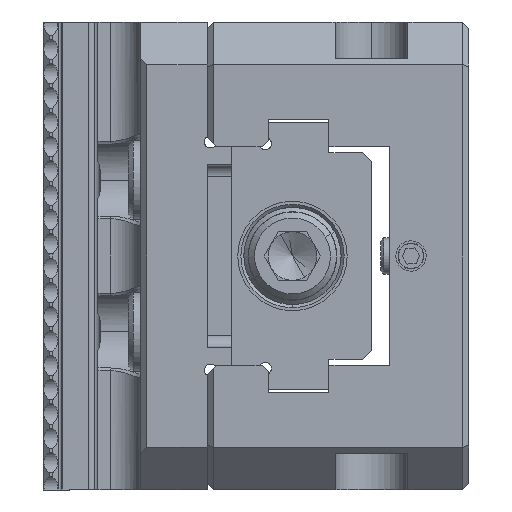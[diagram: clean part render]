
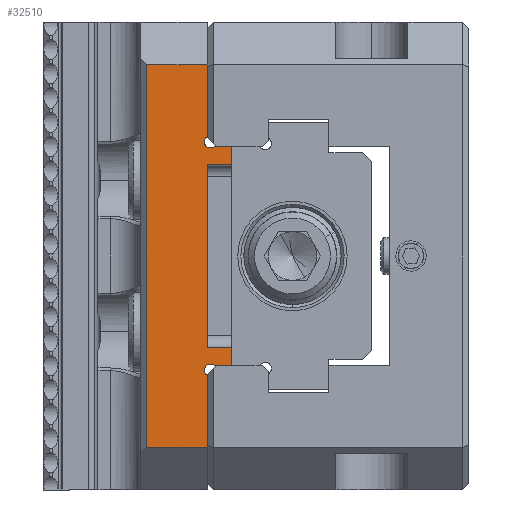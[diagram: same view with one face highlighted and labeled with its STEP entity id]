
A CAD part, left-side view. The second image highlights one B-rep face of the part: STEP entity #32510.
In plain terms, the highlighted planar face has unit normal (-1, 0, 0).
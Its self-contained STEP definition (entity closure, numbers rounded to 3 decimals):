
#663 = AXIS2_PLACEMENT_3D ( 'NONE', #39318, #19929, #47955 ) ;
#1042 = VECTOR ( 'NONE', #39469, 1000. ) ;
#2701 = DIRECTION ( 'NONE',  ( 0., 0., -1. ) ) ;
#3092 = DIRECTION ( 'NONE',  ( 0., 0., -1. ) ) ;
#4532 = DIRECTION ( 'NONE',  ( 0., -1., 0. ) ) ;
#4663 = VECTOR ( 'NONE', #26922, 1000. ) ;
#4743 = EDGE_CURVE ( 'NONE', #29649, #43935, #28224, .T. ) ;
#5097 = EDGE_LOOP ( 'NONE', ( #46542, #26421, #13309, #49002, #13593, #6900, #17038, #19166, #8034, #29646, #5296, #33239, #12122, #6237, #5114 ) ) ;
#5114 = ORIENTED_EDGE ( 'NONE', *, *, #22170, .F. ) ;
#5296 = ORIENTED_EDGE ( 'NONE', *, *, #21584, .T. ) ;
#5689 = CARTESIAN_POINT ( 'NONE',  ( -48.936, 41.877, 18. ) ) ;
#5946 = DIRECTION ( 'NONE',  ( 1., 0., 0. ) ) ;
#6064 = EDGE_CURVE ( 'NONE', #24216, #6731, #49600, .T. ) ;
#6237 = ORIENTED_EDGE ( 'NONE', *, *, #16824, .T. ) ;
#6383 = DIRECTION ( 'NONE',  ( 0., 1., 0. ) ) ;
#6463 = LINE ( 'NONE', #30245, #46408 ) ;
#6714 = CARTESIAN_POINT ( 'NONE',  ( -48.936, 54., 38.5 ) ) ;
#6731 = VERTEX_POINT ( 'NONE', #5689 ) ;
#6900 = ORIENTED_EDGE ( 'NONE', *, *, #17586, .T. ) ;
#7076 = LINE ( 'NONE', #9043, #42642 ) ;
#8034 = ORIENTED_EDGE ( 'NONE', *, *, #24364, .F. ) ;
#8136 = LINE ( 'NONE', #10669, #26481 ) ;
#9043 = CARTESIAN_POINT ( 'NONE',  ( -48.936, 43., 15. ) ) ;
#9171 = VECTOR ( 'NONE', #44755, 1000. ) ;
#9877 = AXIS2_PLACEMENT_3D ( 'NONE', #21462, #5946, #49171 ) ;
#10314 = PLANE ( 'NONE',  #30174 ) ;
#10657 = DIRECTION ( 'NONE',  ( 1., 0., 0. ) ) ;
#10669 = CARTESIAN_POINT ( 'NONE',  ( -48.936, 54., 31.5 ) ) ;
#10708 = VERTEX_POINT ( 'NONE', #23183 ) ;
#11784 = VERTEX_POINT ( 'NONE', #19187 ) ;
#11972 = CARTESIAN_POINT ( 'NONE',  ( -48.936, 42.508, 18.776 ) ) ;
#11994 = EDGE_CURVE ( 'NONE', #22901, #33341, #49234, .T. ) ;
#12100 = VECTOR ( 'NONE', #3092, 1000. ) ;
#12122 = ORIENTED_EDGE ( 'NONE', *, *, #49579, .F. ) ;
#12424 = VERTEX_POINT ( 'NONE', #46466 ) ;
#13309 = ORIENTED_EDGE ( 'NONE', *, *, #26496, .F. ) ;
#13593 = ORIENTED_EDGE ( 'NONE', *, *, #32045, .F. ) ;
#13897 = FACE_OUTER_BOUND ( 'NONE', #5097, .T. ) ;
#15229 = CARTESIAN_POINT ( 'NONE',  ( -48.936, 53., -31.5 ) ) ;
#16509 = CARTESIAN_POINT ( 'NONE',  ( -48.936, 43., -31.5 ) ) ;
#16824 = EDGE_CURVE ( 'NONE', #46027, #20706, #19003, .T. ) ;
#17038 = ORIENTED_EDGE ( 'NONE', *, *, #6064, .F. ) ;
#17586 = EDGE_CURVE ( 'NONE', #10708, #6731, #45864, .T. ) ;
#18116 = EDGE_CURVE ( 'NONE', #47211, #11784, #7076, .T. ) ;
#18279 = CARTESIAN_POINT ( 'NONE',  ( -48.936, 39., -18. ) ) ;
#18641 = CARTESIAN_POINT ( 'NONE',  ( -48.936, 43., -15. ) ) ;
#18803 = LINE ( 'NONE', #19182, #12100 ) ;
#19003 = CIRCLE ( 'NONE', #9877, 1. ) ;
#19166 = ORIENTED_EDGE ( 'NONE', *, *, #31525, .F. ) ;
#19182 = CARTESIAN_POINT ( 'NONE',  ( -48.936, 43., 38.5 ) ) ;
#19187 = CARTESIAN_POINT ( 'NONE',  ( -48.936, 39., 15. ) ) ;
#19929 = DIRECTION ( 'NONE',  ( -1., 0., 0. ) ) ;
#20087 = CARTESIAN_POINT ( 'NONE',  ( -48.936, 43., -19.647 ) ) ;
#20173 = VERTEX_POINT ( 'NONE', #35835 ) ;
#20706 = VERTEX_POINT ( 'NONE', #43759 ) ;
#21462 = CARTESIAN_POINT ( 'NONE',  ( -48.936, 42.508, -18.776 ) ) ;
#21584 = EDGE_CURVE ( 'NONE', #20173, #22901, #6463, .T. ) ;
#21942 = DIRECTION ( 'NONE',  ( 0., 1., 0. ) ) ;
#22170 = EDGE_CURVE ( 'NONE', #43935, #20706, #41934, .T. ) ;
#22901 = VERTEX_POINT ( 'NONE', #15229 ) ;
#23183 = CARTESIAN_POINT ( 'NONE',  ( -48.936, 39., 18. ) ) ;
#23383 = DIRECTION ( 'NONE',  ( 0., 1., 0. ) ) ;
#24216 = VERTEX_POINT ( 'NONE', #48932 ) ;
#24262 = VERTEX_POINT ( 'NONE', #34062 ) ;
#24364 = EDGE_CURVE ( 'NONE', #37341, #12424, #18803, .T. ) ;
#26421 = ORIENTED_EDGE ( 'NONE', *, *, #27830, .F. ) ;
#26481 = VECTOR ( 'NONE', #45543, 1000. ) ;
#26496 = EDGE_CURVE ( 'NONE', #47211, #24262, #35177, .T. ) ;
#26922 = DIRECTION ( 'NONE',  ( 0., 0., -1. ) ) ;
#27575 = CARTESIAN_POINT ( 'NONE',  ( -48.936, 39., 18. ) ) ;
#27830 = EDGE_CURVE ( 'NONE', #24262, #29649, #33005, .T. ) ;
#28224 = LINE ( 'NONE', #18279, #29467 ) ;
#29032 = VECTOR ( 'NONE', #38344, 1000. ) ;
#29467 = VECTOR ( 'NONE', #2701, 1000. ) ;
#29646 = ORIENTED_EDGE ( 'NONE', *, *, #49933, .T. ) ;
#29649 = VERTEX_POINT ( 'NONE', #36876 ) ;
#30174 = AXIS2_PLACEMENT_3D ( 'NONE', #6714, #10657, #6383 ) ;
#30245 = CARTESIAN_POINT ( 'NONE',  ( -48.936, 53., 38.5 ) ) ;
#31525 = EDGE_CURVE ( 'NONE', #12424, #24216, #48464, .T. ) ;
#32045 = EDGE_CURVE ( 'NONE', #10708, #11784, #45881, .T. ) ;
#32510 = ADVANCED_FACE ( 'NONE', ( #13897 ), #10314, .F. ) ;
#32580 = DIRECTION ( 'NONE',  ( 0., 0., -1. ) ) ;
#32635 = CARTESIAN_POINT ( 'NONE',  ( -48.936, 39., -18. ) ) ;
#33005 = LINE ( 'NONE', #44077, #9171 ) ;
#33239 = ORIENTED_EDGE ( 'NONE', *, *, #11994, .T. ) ;
#33341 = VERTEX_POINT ( 'NONE', #16509 ) ;
#34062 = CARTESIAN_POINT ( 'NONE',  ( -48.936, 43., -15. ) ) ;
#34853 = CARTESIAN_POINT ( 'NONE',  ( -48.936, 43., -31.5 ) ) ;
#35035 = DIRECTION ( 'NONE',  ( -1., 0., 0. ) ) ;
#35076 = LINE ( 'NONE', #48455, #41285 ) ;
#35115 = VECTOR ( 'NONE', #21942, 1000. ) ;
#35177 = LINE ( 'NONE', #18641, #29032 ) ;
#35835 = CARTESIAN_POINT ( 'NONE',  ( -48.936, 53., 31.5 ) ) ;
#36591 = DIRECTION ( 'NONE',  ( 0., -1., 0. ) ) ;
#36876 = CARTESIAN_POINT ( 'NONE',  ( -48.936, 39., -15. ) ) ;
#37341 = VERTEX_POINT ( 'NONE', #50792 ) ;
#38344 = DIRECTION ( 'NONE',  ( 0., 0., -1. ) ) ;
#39318 = CARTESIAN_POINT ( 'NONE',  ( -48.936, 42.508, 18.776 ) ) ;
#39469 = DIRECTION ( 'NONE',  ( 0., 1., 0. ) ) ;
#41285 = VECTOR ( 'NONE', #32580, 1000. ) ;
#41934 = LINE ( 'NONE', #49837, #35115 ) ;
#42642 = VECTOR ( 'NONE', #36591, 1000. ) ;
#43759 = CARTESIAN_POINT ( 'NONE',  ( -48.936, 41.877, -18. ) ) ;
#43935 = VERTEX_POINT ( 'NONE', #32635 ) ;
#43979 = AXIS2_PLACEMENT_3D ( 'NONE', #11972, #35035, #23383 ) ;
#44077 = CARTESIAN_POINT ( 'NONE',  ( -48.936, 43., -15. ) ) ;
#44755 = DIRECTION ( 'NONE',  ( 0., -1., 0. ) ) ;
#45543 = DIRECTION ( 'NONE',  ( 0., 1., 0. ) ) ;
#45864 = LINE ( 'NONE', #27575, #1042 ) ;
#45881 = LINE ( 'NONE', #50516, #4663 ) ;
#46027 = VERTEX_POINT ( 'NONE', #20087 ) ;
#46299 = DIRECTION ( 'NONE',  ( 0., 0., -1. ) ) ;
#46408 = VECTOR ( 'NONE', #46299, 1000. ) ;
#46466 = CARTESIAN_POINT ( 'NONE',  ( -48.936, 43., 19.646 ) ) ;
#46542 = ORIENTED_EDGE ( 'NONE', *, *, #4743, .F. ) ;
#47211 = VERTEX_POINT ( 'NONE', #47784 ) ;
#47784 = CARTESIAN_POINT ( 'NONE',  ( -48.936, 43., 15. ) ) ;
#47955 = DIRECTION ( 'NONE',  ( 0., 1., 0. ) ) ;
#48004 = VECTOR ( 'NONE', #4532, 1000. ) ;
#48455 = CARTESIAN_POINT ( 'NONE',  ( -48.936, 43., 38.5 ) ) ;
#48464 = CIRCLE ( 'NONE', #43979, 1. ) ;
#48932 = CARTESIAN_POINT ( 'NONE',  ( -48.936, 42.508, 17.776 ) ) ;
#49002 = ORIENTED_EDGE ( 'NONE', *, *, #18116, .T. ) ;
#49171 = DIRECTION ( 'NONE',  ( 0., 1., 0. ) ) ;
#49234 = LINE ( 'NONE', #34853, #48004 ) ;
#49579 = EDGE_CURVE ( 'NONE', #46027, #33341, #35076, .T. ) ;
#49600 = CIRCLE ( 'NONE', #663, 1. ) ;
#49837 = CARTESIAN_POINT ( 'NONE',  ( -48.936, 39., -18. ) ) ;
#49933 = EDGE_CURVE ( 'NONE', #37341, #20173, #8136, .T. ) ;
#50516 = CARTESIAN_POINT ( 'NONE',  ( -48.936, 39., -18. ) ) ;
#50792 = CARTESIAN_POINT ( 'NONE',  ( -48.936, 43., 31.5 ) ) ;
